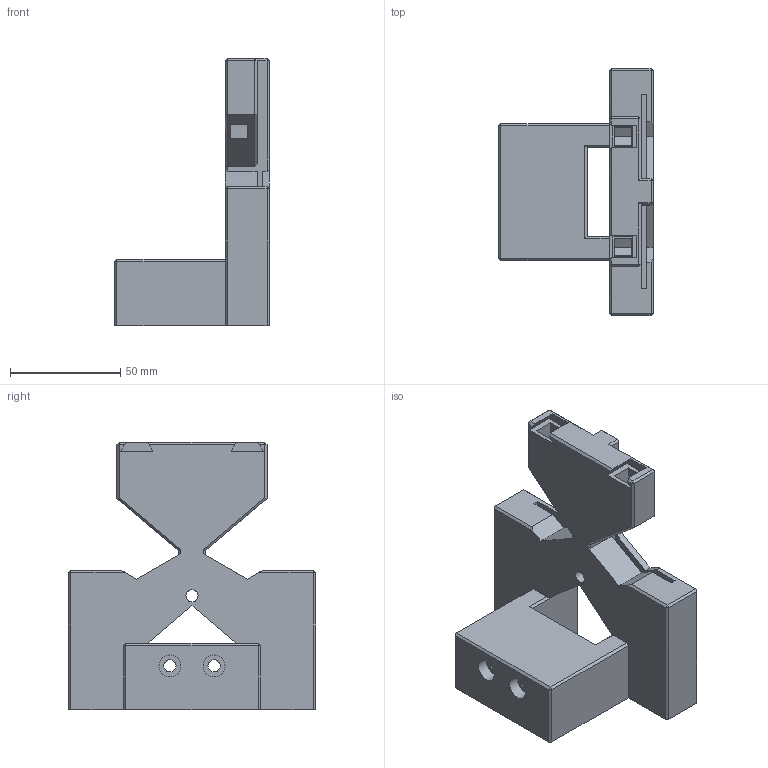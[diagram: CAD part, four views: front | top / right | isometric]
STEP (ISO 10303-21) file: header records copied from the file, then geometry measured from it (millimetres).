
FILE_DESCRIPTION(/* description */ (''),/* implementation_level */ '2;1');
FILE_NAME(/* name */ 'X X Motor End Mount Dual v6.step',/* time_stamp */ '2024-04-10T22:13:53+02:00',/* author */ (''),/* organization */ (''),/* preprocessor_version */ 'ST-DEVELOPER v20',/* originating_system */ 'Autodesk Translation Framework v12.20.1.177',/* authorisation */ '');
FILE_SCHEMA (('AUTOMOTIVE_DESIGN { 1 0 10303 214 3 1 1 }'));
Length unit declared in the file: millimetre
Products named in the file (1): X X Motor End Mount Dual
Bounding box: 70 x 112 x 121 mm (x, y, z)
Volume: 224867.1 mm3; surface area: 44156.6 mm2
Topology: 1 solids, 1 shells, 130 faces, 331 edges, 205 vertices
Faces by surface type: plane 125, cylinder 5
Full cylindrical faces by diameter (mm): 5.5 x3, 10 x2
Entity records: 3846 total; most frequent: CARTESIAN_POINT 667, ORIENTED_EDGE 662, DIRECTION 603, EDGE_CURVE 331, LINE 321, VECTOR 321, VERTEX_POINT 205, EDGE_LOOP 144
